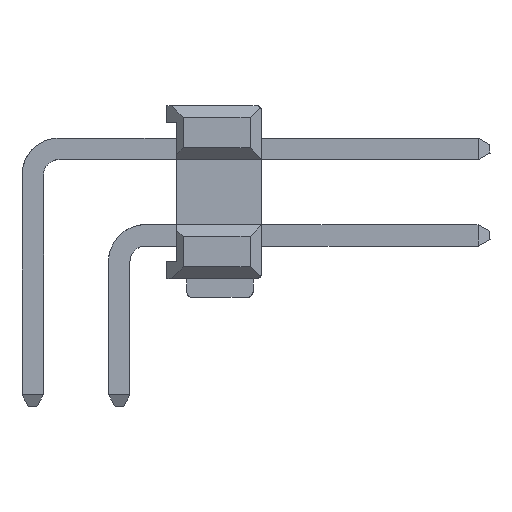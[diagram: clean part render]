
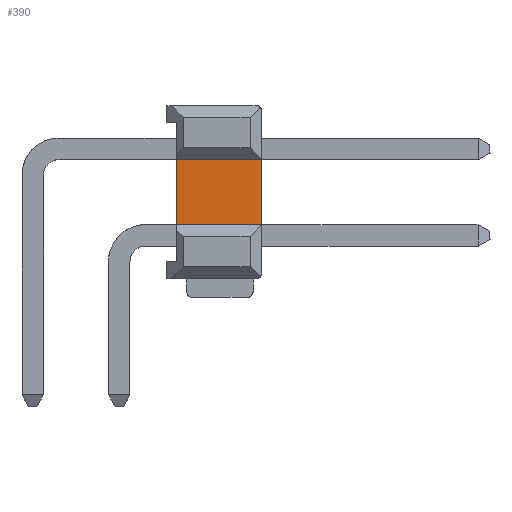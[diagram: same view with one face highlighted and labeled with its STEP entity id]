
A CAD part, left-side view. The second image highlights one B-rep face of the part: STEP entity #390.
In plain terms, the highlighted planar face has unit normal (-1, 0, 0).
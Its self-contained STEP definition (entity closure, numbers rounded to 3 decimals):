
#390=ADVANCED_FACE('',(#950),#18371,.T.);
#950=FACE_OUTER_BOUND('',#1513,.T.);
#1513=EDGE_LOOP('',(#2271,#2272,#2273,#2274));
#2271=ORIENTED_EDGE('',*,*,#12295,.T.);
#2272=ORIENTED_EDGE('',*,*,#12285,.F.);
#2273=ORIENTED_EDGE('',*,*,#12292,.F.);
#2274=ORIENTED_EDGE('',*,*,#12288,.F.);
#4861=(
BOUNDED_CURVE()
B_SPLINE_CURVE(1,(#20768,#20769,#20770,#20771),.UNSPECIFIED.,.F.,.F.)
B_SPLINE_CURVE_WITH_KNOTS((2,1,1,2),(-12.607,-11.825,
-11.479,-10.697),.UNSPECIFIED.)
CURVE()
GEOMETRIC_REPRESENTATION_ITEM()
RATIONAL_B_SPLINE_CURVE((1.,1.,1.,1.))
REPRESENTATION_ITEM('')
);
#4864=(
BOUNDED_CURVE()
B_SPLINE_CURVE(1,(#20786,#20787,#20788,#20789),.UNSPECIFIED.,.F.,.F.)
B_SPLINE_CURVE_WITH_KNOTS((2,1,1,2),(-12.607,-11.825,
-11.479,-10.697),.UNSPECIFIED.)
CURVE()
GEOMETRIC_REPRESENTATION_ITEM()
RATIONAL_B_SPLINE_CURVE((1.,1.,1.,1.))
REPRESENTATION_ITEM('')
);
#5378=PCURVE('',#18365,#8164);
#5390=PCURVE('',#18367,#8176);
#5399=PCURVE('',#18369,#8185);
#5421=PCURVE('',#18371,#8207);
#5422=PCURVE('',#18371,#8208);
#5423=PCURVE('',#18371,#8209);
#5424=PCURVE('',#18371,#8210);
#5427=PCURVE('',#18372,#8213);
#8164=DEFINITIONAL_REPRESENTATION('',(#13832),#32745);
#8176=DEFINITIONAL_REPRESENTATION('',(#13847),#32745);
#8185=DEFINITIONAL_REPRESENTATION('',(#13860),#32745);
#8207=DEFINITIONAL_REPRESENTATION('',(#13884),#32745);
#8208=DEFINITIONAL_REPRESENTATION('',(#13885),#32745);
#8209=DEFINITIONAL_REPRESENTATION('',(#13886),#32745);
#8210=DEFINITIONAL_REPRESENTATION('',(#13887),#32745);
#8213=DEFINITIONAL_REPRESENTATION('',(#4864),#32745);
#10892=SURFACE_CURVE('',#13831,(#5378,#5422),.PCURVE_S1.);
#10895=SURFACE_CURVE('',#13846,(#5390,#5424),.PCURVE_S1.);
#10899=SURFACE_CURVE('',#13859,(#5399,#5423),.PCURVE_S1.);
#10902=SURFACE_CURVE('',#4861,(#5421,#5427),.PCURVE_S1.);
#12285=EDGE_CURVE('',#17469,#17463,#10892,.T.);
#12288=EDGE_CURVE('',#17467,#17471,#10895,.T.);
#12292=EDGE_CURVE('',#17471,#17469,#10899,.T.);
#12295=EDGE_CURVE('',#17467,#17463,#10902,.T.);
#13831=B_SPLINE_CURVE_WITH_KNOTS('',1,(#20640,#20641),.UNSPECIFIED.,.F.,
 .F.,(2,2),(-4.97,-2.47),.UNSPECIFIED.);
#13832=B_SPLINE_CURVE_WITH_KNOTS('',1,(#20642,#20643),.UNSPECIFIED.,.F.,
 .F.,(2,2),(-4.97,-2.47),.UNSPECIFIED.);
#13846=B_SPLINE_CURVE_WITH_KNOTS('',1,(#20682,#20683),.UNSPECIFIED.,.F.,
 .F.,(2,2),(-9.38,-6.88),.UNSPECIFIED.);
#13847=B_SPLINE_CURVE_WITH_KNOTS('',1,(#20684,#20685),.UNSPECIFIED.,.F.,
 .F.,(2,2),(-9.38,-6.88),.UNSPECIFIED.);
#13859=B_SPLINE_CURVE_WITH_KNOTS('',1,(#20713,#20714),.UNSPECIFIED.,.F.,
 .F.,(2,2),(-6.88,-4.97),.UNSPECIFIED.);
#13860=B_SPLINE_CURVE_WITH_KNOTS('',1,(#20715,#20716),.UNSPECIFIED.,.F.,
 .F.,(2,2),(-6.88,-4.97),.UNSPECIFIED.);
#13884=B_SPLINE_CURVE_WITH_KNOTS('',1,(#20772,#20773,#20774,#20775),
 .UNSPECIFIED.,.F.,.F.,(2,1,1,2),(-12.607,-11.825,-11.479,
-10.697),.UNSPECIFIED.);
#13885=B_SPLINE_CURVE_WITH_KNOTS('',1,(#20776,#20777),.UNSPECIFIED.,.F.,
 .F.,(2,2),(-4.97,-2.47),.UNSPECIFIED.);
#13886=B_SPLINE_CURVE_WITH_KNOTS('',1,(#20778,#20779),.UNSPECIFIED.,.F.,
 .F.,(2,2),(-6.88,-4.97),.UNSPECIFIED.);
#13887=B_SPLINE_CURVE_WITH_KNOTS('',1,(#20780,#20781),.UNSPECIFIED.,.F.,
 .F.,(2,2),(-9.38,-6.88),.UNSPECIFIED.);
#17463=VERTEX_POINT('',#19904);
#17467=VERTEX_POINT('',#19908);
#17469=VERTEX_POINT('',#19910);
#17471=VERTEX_POINT('',#19912);
#18365=PLANE('',#18854);
#18367=PLANE('',#18856);
#18369=PLANE('',#18858);
#18371=PLANE('',#18860);
#18372=PLANE('',#18861);
#18854=AXIS2_PLACEMENT_3D('',#19813,#19327,$);
#18856=AXIS2_PLACEMENT_3D('',#19815,#19329,$);
#18858=AXIS2_PLACEMENT_3D('',#19817,#19331,$);
#18860=AXIS2_PLACEMENT_3D('',#19819,#19333,$);
#18861=AXIS2_PLACEMENT_3D('',#19820,#19334,$);
#19327=DIRECTION('',(-0.707,0.,-0.707));
#19329=DIRECTION('',(-0.707,0.,0.707));
#19331=DIRECTION('',(0.,1.,0.));
#19333=DIRECTION('',(-1.,0.,0.));
#19334=DIRECTION('',(0.,-1.,0.));
#19813=CARTESIAN_POINT('',(-0.925,2.163,4.045));
#19815=CARTESIAN_POINT('',(-0.925,2.163,2.135));
#19817=CARTESIAN_POINT('',(-1.08,-1.687,1.05));
#19819=CARTESIAN_POINT('',(-0.925,-1.662,4.064));
#19820=CARTESIAN_POINT('',(0.943,-4.187,5.505));
#19904=CARTESIAN_POINT('',(-0.925,-4.187,4.045));
#19908=CARTESIAN_POINT('',(-0.925,-4.187,2.135));
#19910=CARTESIAN_POINT('',(-0.925,-1.687,4.045));
#19912=CARTESIAN_POINT('',(-0.925,-1.687,2.135));
#20640=CARTESIAN_POINT('',(-0.925,-1.687,4.045));
#20641=CARTESIAN_POINT('',(-0.925,-4.187,4.045));
#20642=CARTESIAN_POINT('',(3.85,0.));
#20643=CARTESIAN_POINT('',(6.35,0.));
#20682=CARTESIAN_POINT('',(-0.925,-4.187,2.135));
#20683=CARTESIAN_POINT('',(-0.925,-1.687,2.135));
#20684=CARTESIAN_POINT('',(0.,6.35));
#20685=CARTESIAN_POINT('',(0.,3.85));
#20713=CARTESIAN_POINT('',(-0.925,-1.687,2.135));
#20714=CARTESIAN_POINT('',(-0.925,-1.687,4.045));
#20715=CARTESIAN_POINT('',(1.085,0.155));
#20716=CARTESIAN_POINT('',(2.995,0.155));
#20768=CARTESIAN_POINT('',(-0.925,-4.187,2.135));
#20769=CARTESIAN_POINT('',(-0.925,-4.187,2.917));
#20770=CARTESIAN_POINT('',(-0.925,-4.187,3.263));
#20771=CARTESIAN_POINT('',(-0.925,-4.187,4.045));
#20772=CARTESIAN_POINT('',(0.,0.));
#20773=CARTESIAN_POINT('',(-0.782,0.));
#20774=CARTESIAN_POINT('',(-1.128,0.));
#20775=CARTESIAN_POINT('',(-1.91,0.));
#20776=CARTESIAN_POINT('',(-1.91,-2.5));
#20777=CARTESIAN_POINT('',(-1.91,0.));
#20778=CARTESIAN_POINT('',(0.,-2.5));
#20779=CARTESIAN_POINT('',(-1.91,-2.5));
#20780=CARTESIAN_POINT('',(0.,0.));
#20781=CARTESIAN_POINT('',(0.,-2.5));
#20786=CARTESIAN_POINT('',(1.849,3.322));
#20787=CARTESIAN_POINT('',(1.849,2.54));
#20788=CARTESIAN_POINT('',(1.849,2.195));
#20789=CARTESIAN_POINT('',(1.849,1.412));
#32745=(
GEOMETRIC_REPRESENTATION_CONTEXT(2)
PARAMETRIC_REPRESENTATION_CONTEXT()
REPRESENTATION_CONTEXT('pspace','')
);
